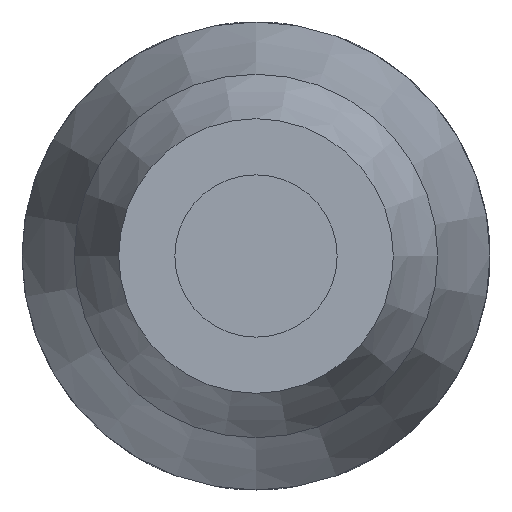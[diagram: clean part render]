
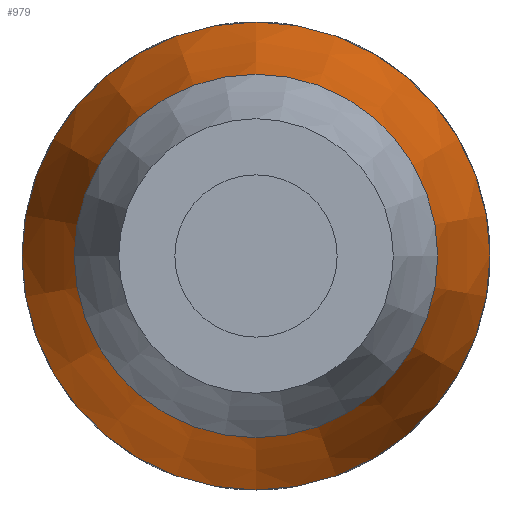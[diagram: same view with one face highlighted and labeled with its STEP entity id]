
A CAD part, left-side view. The second image highlights one B-rep face of the part: STEP entity #979.
In plain terms, the highlighted conical face has half-angle 13.36 degrees and reference radius 7.5 mm.
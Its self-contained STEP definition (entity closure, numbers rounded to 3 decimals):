
#502=CONICAL_SURFACE('',#4525,7.5,13.36);
#979=ADVANCED_FACE('F131',(#1568,#1569),#502,.T.);
#1568=FACE_BOUND('',#1763,.T.);
#1569=FACE_BOUND('',#1764,.T.);
#1763=EDGE_LOOP('',(#2528));
#1764=EDGE_LOOP('',(#2529));
#2528=ORIENTED_EDGE('',*,*,#3909,.T.);
#2529=ORIENTED_EDGE('',*,*,#3910,.F.);
#3389=VERTEX_POINT('',#8214);
#3390=VERTEX_POINT('',#8217);
#3909=EDGE_CURVE('E312',#3389,#3389,#4289,.T.);
#3910=EDGE_CURVE('E310',#3390,#3390,#4290,.T.);
#4289=CIRCLE('',#4522,7.5);
#4290=CIRCLE('',#4524,5.6);
#4522=AXIS2_PLACEMENT_3D('',#8213,#5031,#5032);
#4524=AXIS2_PLACEMENT_3D('',#8216,#5035,#5036);
#4525=AXIS2_PLACEMENT_3D('',#8218,#5037,#5038);
#5031=DIRECTION('',(-1.,0.,0.));
#5032=DIRECTION('',(0.,-1.,0.));
#5035=DIRECTION('',(-1.,0.,0.));
#5036=DIRECTION('',(0.,0.,1.));
#5037=DIRECTION('',(1.,0.,0.));
#5038=DIRECTION('',(0.,1.,0.));
#8213=CARTESIAN_POINT('',(159.601,0.,0.));
#8214=CARTESIAN_POINT('',(159.601,-7.5,0.));
#8216=CARTESIAN_POINT('',(151.601,0.,0.));
#8217=CARTESIAN_POINT('',(151.601,0.,5.6));
#8218=CARTESIAN_POINT('',(159.601,0.,0.));
